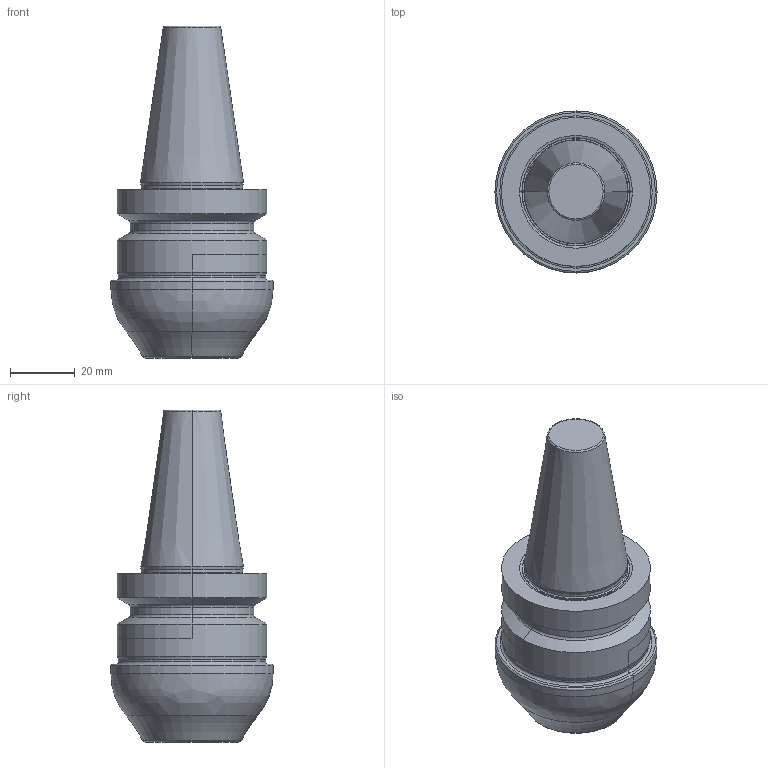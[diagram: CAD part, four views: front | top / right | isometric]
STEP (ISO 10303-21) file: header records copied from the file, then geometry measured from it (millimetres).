
FILE_DESCRIPTION((''),'2;1');
FILE_NAME('607545178-000-00-E43','2021-10-28T10:40:57',('reuterm'),(''),'CREO PARAMETRIC BY PTC INC, 2019030','CREO PARAMETRIC BY PTC INC, 2019030','');
FILE_SCHEMA(('AP242_MANAGED_MODEL_BASED_3D_ENGINEERING_MIM_LF { 1 0 10303 442 1 1 4 }'));
Length unit declared in the file: millimetre
Products named in the file (1): 607545178-000-00-E43
Bounding box: 50 x 50 x 102.4 mm (x, y, z)
Volume: 101619.8 mm3; surface area: 15439.4 mm2
Topology: 1 solids, 1 shells, 56 faces, 114 edges, 64 vertices
Faces by surface type: torus 22, cylinder 14, cone 12, plane 6, bspline 2
Entity records: 2726 total; most frequent: DIRECTION 335, CARTESIAN_POINT 304, ORIENTED_EDGE 228, AXIS2_PLACEMENT_3D 153, PRESENTATION_STYLE_ASSIGNMENT 119, STYLED_ITEM 119, CURVE_STYLE 118, EDGE_CURVE 114
